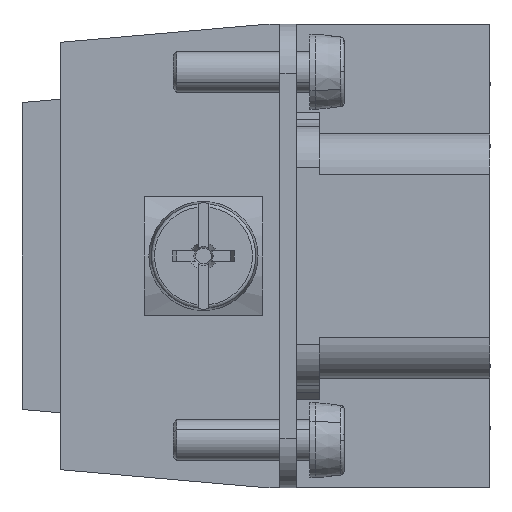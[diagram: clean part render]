
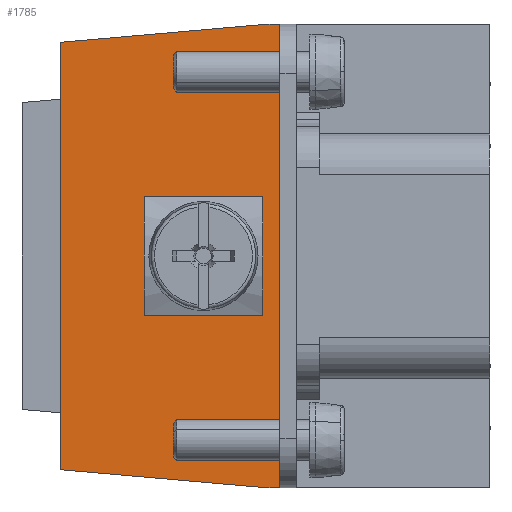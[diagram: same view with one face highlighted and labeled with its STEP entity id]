
A CAD part, left-side view. The second image highlights one B-rep face of the part: STEP entity #1785.
In plain terms, the highlighted planar face has unit normal (-1, 0, 0).
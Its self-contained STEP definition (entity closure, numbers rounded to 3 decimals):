
#385=FACE_BOUND('',#3337,.T.);
#386=FACE_BOUND('',#3338,.T.);
#1022=CIRCLE('',#10014,2.);
#1785=ADVANCED_FACE('',(#385,#386),#2201,.F.);
#2201=PLANE('',#10015);
#3337=EDGE_LOOP('',(#4995));
#3338=EDGE_LOOP('',(#4996,#4997,#4998,#4999,#5000,#5001));
#4995=ORIENTED_EDGE('',*,*,#7679,.T.);
#4996=ORIENTED_EDGE('',*,*,#7680,.T.);
#4997=ORIENTED_EDGE('',*,*,#7681,.T.);
#4998=ORIENTED_EDGE('',*,*,#7682,.F.);
#4999=ORIENTED_EDGE('',*,*,#7655,.T.);
#5000=ORIENTED_EDGE('',*,*,#7653,.T.);
#5001=ORIENTED_EDGE('',*,*,#7652,.F.);
#6595=VERTEX_POINT('',#15029);
#6596=VERTEX_POINT('',#15031);
#6597=VERTEX_POINT('',#15035);
#6598=VERTEX_POINT('',#15039);
#6611=VERTEX_POINT('',#15080);
#6612=VERTEX_POINT('',#15082);
#6613=VERTEX_POINT('',#15084);
#7652=EDGE_CURVE('',#6596,#6595,#8487,.T.);
#7653=EDGE_CURVE('',#6597,#6595,#8488,.T.);
#7655=EDGE_CURVE('',#6598,#6597,#8490,.T.);
#7679=EDGE_CURVE('',#6611,#6611,#1022,.T.);
#7680=EDGE_CURVE('',#6596,#6612,#8512,.T.);
#7681=EDGE_CURVE('',#6612,#6613,#8513,.T.);
#7682=EDGE_CURVE('',#6598,#6613,#8514,.T.);
#8487=LINE('',#15032,#9063);
#8488=LINE('',#15034,#9064);
#8490=LINE('',#15038,#9066);
#8512=LINE('',#15081,#9088);
#8513=LINE('',#15083,#9089);
#8514=LINE('',#15085,#9090);
#9063=VECTOR('',#12109,1.);
#9064=VECTOR('',#12112,1.);
#9066=VECTOR('',#12116,1.);
#9088=VECTOR('',#12152,1.);
#9089=VECTOR('',#12153,1.);
#9090=VECTOR('',#12154,1.);
#10014=AXIS2_PLACEMENT_3D('',#15079,#12150,#12151);
#10015=AXIS2_PLACEMENT_3D('',#15086,#12155,#12156);
#12109=DIRECTION('',(0.,0.996,0.087));
#12112=DIRECTION('',(0.,0.,-1.));
#12116=DIRECTION('',(0.,0.996,-0.087));
#12150=DIRECTION('',(1.,0.,0.));
#12151=DIRECTION('',(0.,0.,1.));
#12152=DIRECTION('',(0.,-1.,0.));
#12153=DIRECTION('',(0.,0.,1.));
#12154=DIRECTION('',(0.,-1.,0.));
#12155=DIRECTION('',(1.,0.,0.));
#12156=DIRECTION('',(0.,0.,-1.));
#15029=CARTESIAN_POINT('',(-31.8,-2.8,-15.661));
#15031=CARTESIAN_POINT('',(-31.8,-18.1,-17.));
#15032=CARTESIAN_POINT('',(-31.8,-19.799,-17.149));
#15034=CARTESIAN_POINT('',(-31.8,-2.8,8.5));
#15035=CARTESIAN_POINT('',(-31.8,-2.8,15.661));
#15038=CARTESIAN_POINT('',(-31.8,-18.1,17.));
#15039=CARTESIAN_POINT('',(-31.8,-18.1,17.));
#15079=CARTESIAN_POINT('',(-31.8,-13.3,0.));
#15080=CARTESIAN_POINT('',(-31.8,-13.3,2.));
#15081=CARTESIAN_POINT('',(-31.8,-17.9,-17.));
#15082=CARTESIAN_POINT('',(-31.8,-18.9,-17.));
#15083=CARTESIAN_POINT('',(-31.8,-18.9,-16.573));
#15084=CARTESIAN_POINT('',(-31.8,-18.9,17.));
#15085=CARTESIAN_POINT('',(-31.8,-17.9,17.));
#15086=CARTESIAN_POINT('',(-31.8,-18.69,-16.573));
